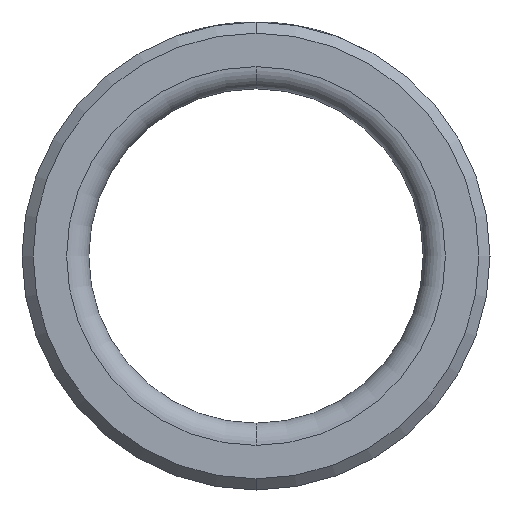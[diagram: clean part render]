
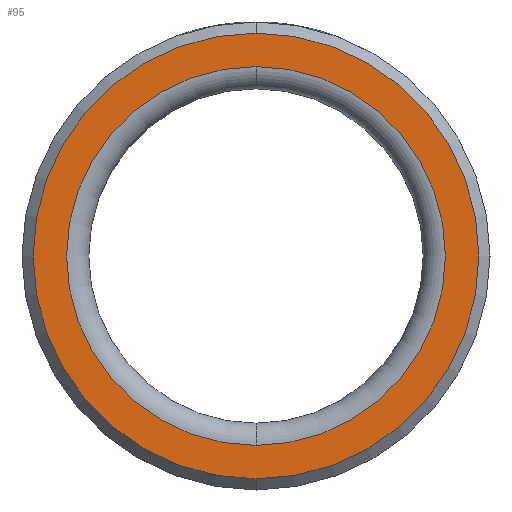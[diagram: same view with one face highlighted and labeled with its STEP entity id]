
A CAD part, front view. The second image highlights one B-rep face of the part: STEP entity #95.
In plain terms, the highlighted planar face has unit normal (0, -1, 0).
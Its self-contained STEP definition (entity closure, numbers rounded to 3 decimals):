
#25 = EDGE_CURVE ( 'NONE', #1385, #66, #627, .T. ) ;
#39 = FACE_BOUND ( 'NONE', #556, .T. ) ;
#66 = VERTEX_POINT ( 'NONE', #339 ) ;
#95 = ADVANCED_FACE ( 'NONE', ( #39, #1750 ), #574, .F. ) ;
#101 = AXIS2_PLACEMENT_3D ( 'NONE', #1016, #185, #1143 ) ;
#124 = EDGE_CURVE ( 'NONE', #66, #1385, #321, .T. ) ;
#185 = DIRECTION ( 'NONE',  ( 0., -1., 0. ) ) ;
#234 = CIRCLE ( 'NONE', #101, 17. ) ;
#237 = ORIENTED_EDGE ( 'NONE', *, *, #124, .T. ) ;
#249 = EDGE_CURVE ( 'NONE', #399, #1099, #234, .T. ) ;
#321 = CIRCLE ( 'NONE', #1578, 20. ) ;
#339 = CARTESIAN_POINT ( 'NONE',  ( 0., 0., -20. ) ) ;
#399 = VERTEX_POINT ( 'NONE', #793 ) ;
#446 = DIRECTION ( 'NONE',  ( 0., 1., 0. ) ) ;
#453 = DIRECTION ( 'NONE',  ( 0., -1., 0. ) ) ;
#476 = DIRECTION ( 'NONE',  ( 0., -1., 0. ) ) ;
#494 = EDGE_CURVE ( 'NONE', #1099, #399, #705, .T. ) ;
#556 = EDGE_LOOP ( 'NONE', ( #709, #1468 ) ) ;
#558 = DIRECTION ( 'NONE',  ( 0., -1., 0. ) ) ;
#574 = PLANE ( 'NONE',  #1677 ) ;
#627 = CIRCLE ( 'NONE', #878, 20. ) ;
#660 = EDGE_LOOP ( 'NONE', ( #1747, #237 ) ) ;
#705 = CIRCLE ( 'NONE', #1161, 17. ) ;
#709 = ORIENTED_EDGE ( 'NONE', *, *, #249, .F. ) ;
#793 = CARTESIAN_POINT ( 'NONE',  ( 0., 0., -17. ) ) ;
#820 = CARTESIAN_POINT ( 'NONE',  ( 0., 0., 17. ) ) ;
#878 = AXIS2_PLACEMENT_3D ( 'NONE', #1285, #476, #1425 ) ;
#1016 = CARTESIAN_POINT ( 'NONE',  ( 0., 0., 0. ) ) ;
#1099 = VERTEX_POINT ( 'NONE', #820 ) ;
#1129 = CARTESIAN_POINT ( 'NONE',  ( -20., 0., 0. ) ) ;
#1143 = DIRECTION ( 'NONE',  ( 0., 0., -1. ) ) ;
#1161 = AXIS2_PLACEMENT_3D ( 'NONE', #1375, #558, #1501 ) ;
#1260 = CARTESIAN_POINT ( 'NONE',  ( 0., 0., 0. ) ) ;
#1285 = CARTESIAN_POINT ( 'NONE',  ( 0., 0., 0. ) ) ;
#1353 = CARTESIAN_POINT ( 'NONE',  ( 0., 0., 20. ) ) ;
#1375 = CARTESIAN_POINT ( 'NONE',  ( 0., 0., 0. ) ) ;
#1385 = VERTEX_POINT ( 'NONE', #1353 ) ;
#1400 = DIRECTION ( 'NONE',  ( 0., 0., 1. ) ) ;
#1407 = DIRECTION ( 'NONE',  ( 0., 0., -1. ) ) ;
#1425 = DIRECTION ( 'NONE',  ( 0., 0., -1. ) ) ;
#1468 = ORIENTED_EDGE ( 'NONE', *, *, #494, .F. ) ;
#1501 = DIRECTION ( 'NONE',  ( 0., 0., -1. ) ) ;
#1578 = AXIS2_PLACEMENT_3D ( 'NONE', #1260, #453, #1407 ) ;
#1677 = AXIS2_PLACEMENT_3D ( 'NONE', #1129, #446, #1400 ) ;
#1747 = ORIENTED_EDGE ( 'NONE', *, *, #25, .T. ) ;
#1750 = FACE_OUTER_BOUND ( 'NONE', #660, .T. ) ;
